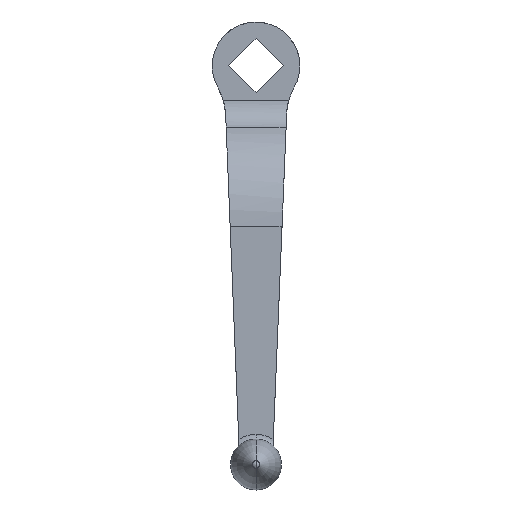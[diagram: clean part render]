
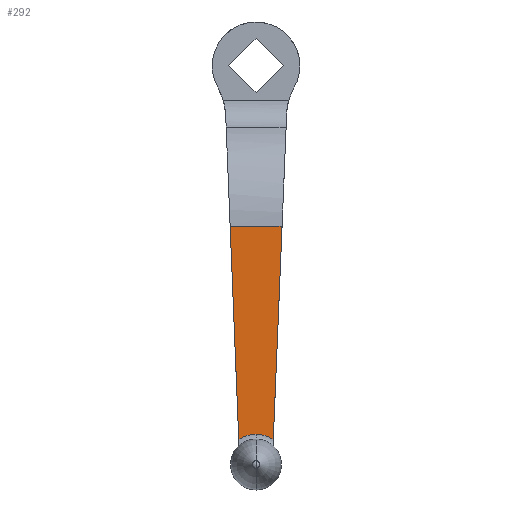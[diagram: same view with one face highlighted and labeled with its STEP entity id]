
A CAD part, front view. The second image highlights one B-rep face of the part: STEP entity #292.
In plain terms, the highlighted planar face has unit normal (0, -1, 0).
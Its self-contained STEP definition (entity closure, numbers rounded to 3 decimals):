
#282=VERTEX_POINT('',#720);
#292=ADVANCED_FACE('',(#730),#731,.F.);
#322=EDGE_CURVE('',#328,#282,#763,.T.);
#326=EDGE_CURVE('',#328,#412,#768,.T.);
#328=VERTEX_POINT('',#770);
#386=VERTEX_POINT('',#834);
#398=EDGE_CURVE('',#476,#412,#847,.T.);
#412=VERTEX_POINT('',#862);
#432=EDGE_CURVE('',#282,#386,#885,.T.);
#476=VERTEX_POINT('',#932);
#628=EDGE_CURVE('',#476,#386,#1100,.T.);
#720=CARTESIAN_POINT('',(0.,-102.0,-231.0));
#730=FACE_OUTER_BOUND('',#1266,.T.);
#731=PLANE('',#1267);
#763=CIRCLE('',#1331,19.);
#768=LINE('',#1337,#1338);
#770=CARTESIAN_POINT('',(-10.82,-102.0,-234.382));
#834=CARTESIAN_POINT('',(10.827,-102.0,-234.386));
#847=LINE('',#1465,#1466);
#862=CARTESIAN_POINT('',(-16.211,-102.0,-100.538));
#885=CIRCLE('',#1514,19.);
#932=CARTESIAN_POINT('',(16.328,-102.0,-100.538));
#1100=LINE('',#1879,#1880);
#1266=EDGE_LOOP('',(#1993,#1994,#1995,#1996,#1997));
#1267=AXIS2_PLACEMENT_3D('',#1998,#1999,#2000);
#1331=AXIS2_PLACEMENT_3D('',#2028,#2029,#2030);
#1337=CARTESIAN_POINT('',(-13.725,-102.0,-162.259));
#1338=VECTOR('',#2039,1.0);
#1465=CARTESIAN_POINT('',(0.,-102.0,-100.538));
#1466=VECTOR('',#2134,1.0);
#1514=AXIS2_PLACEMENT_3D('',#2183,#2184,#2185);
#1879=CARTESIAN_POINT('',(18.041,-102.0,-58.864));
#1880=VECTOR('',#2444,1.0);
#1993=ORIENTED_EDGE('',*,*,#326,.F.);
#1994=ORIENTED_EDGE('',*,*,#322,.T.);
#1995=ORIENTED_EDGE('',*,*,#432,.T.);
#1996=ORIENTED_EDGE('',*,*,#628,.F.);
#1997=ORIENTED_EDGE('',*,*,#398,.T.);
#1998=CARTESIAN_POINT('',(0.,-102.0,-81.5));
#1999=DIRECTION('',(-0.0,1.0,0.0));
#2000=DIRECTION('',(0.,0.0,1.0));
#2028=CARTESIAN_POINT('',(0.,-102.0,-250.0));
#2029=DIRECTION('',(-0.0,1.0,0.0));
#2030=DIRECTION('',(0.,0.0,1.0));
#2039=DIRECTION('',(-0.04,0.0,0.999));
#2134=DIRECTION('',(-1.0,0.,0.));
#2183=CARTESIAN_POINT('',(0.,-102.0,-250.0));
#2184=DIRECTION('',(-0.0,1.0,0.0));
#2185=DIRECTION('',(0.,0.0,1.0));
#2444=DIRECTION('',(-0.041,0.0,-0.999));
